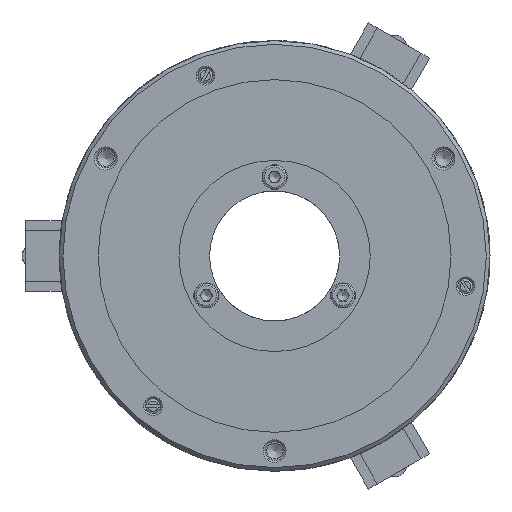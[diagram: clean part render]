
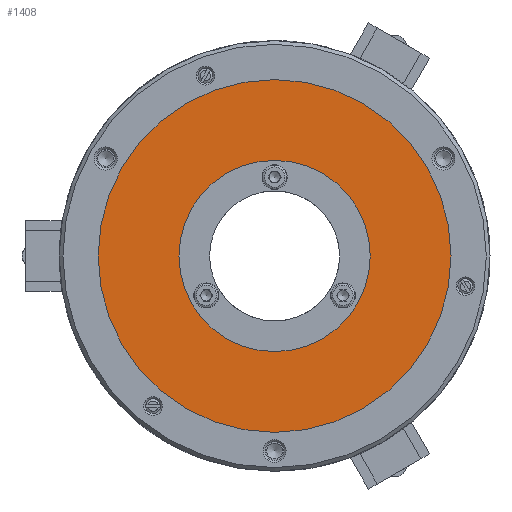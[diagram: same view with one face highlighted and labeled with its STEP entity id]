
A CAD part, left-side view. The second image highlights one B-rep face of the part: STEP entity #1408.
In plain terms, the highlighted planar face has unit normal (-1, 0, 0).
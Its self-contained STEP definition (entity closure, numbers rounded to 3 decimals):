
#1408 = ADVANCED_FACE( '', ( #3516, #3517 ), #3518, .T. );
#3516 = FACE_BOUND( '', #6384, .T. );
#3517 = FACE_OUTER_BOUND( '', #6385, .T. );
#3518 = PLANE( '', #6386 );
#6384 = EDGE_LOOP( '', ( #10594 ) );
#6385 = EDGE_LOOP( '', ( #10595 ) );
#6386 = AXIS2_PLACEMENT_3D( '', #10596, #10597, #10598 );
#10594 = ORIENTED_EDGE( '', *, *, #16504, .T. );
#10595 = ORIENTED_EDGE( '', *, *, #17526, .F. );
#10596 = CARTESIAN_POINT( '', ( -78., 47.5, -82.272 ) );
#10597 = DIRECTION( '', ( -1., 0., 0. ) );
#10598 = DIRECTION( '', ( 0., 0., 1. ) );
#16504 = EDGE_CURVE( '', #19759, #19759, #19760, .T. );
#17526 = EDGE_CURVE( '', #21443, #21443, #21444, .T. );
#19759 = VERTEX_POINT( '', #24394 );
#19760 = CIRCLE( '', #24395, 51.5 );
#21443 = VERTEX_POINT( '', #26718 );
#21444 = CIRCLE( '', #26719, 95. );
#24394 = CARTESIAN_POINT( '', ( -78., 0., -51.5 ) );
#24395 = AXIS2_PLACEMENT_3D( '', #30571, #30572, #30573 );
#26718 = CARTESIAN_POINT( '', ( -78., 0., -95. ) );
#26719 = AXIS2_PLACEMENT_3D( '', #31817, #31818, #31819 );
#30571 = CARTESIAN_POINT( '', ( -78., 0., 0. ) );
#30572 = DIRECTION( '', ( 1., 0., 0. ) );
#30573 = DIRECTION( '', ( 0., 0., -1. ) );
#31817 = CARTESIAN_POINT( '', ( -78., 0., 0. ) );
#31818 = DIRECTION( '', ( 1., 0., 0. ) );
#31819 = DIRECTION( '', ( 0., 0., -1. ) );
